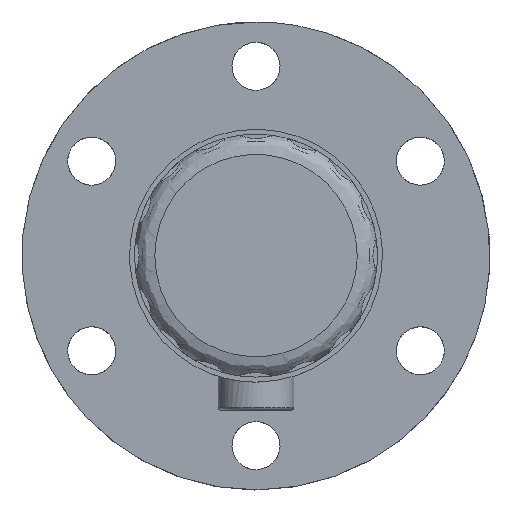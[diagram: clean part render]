
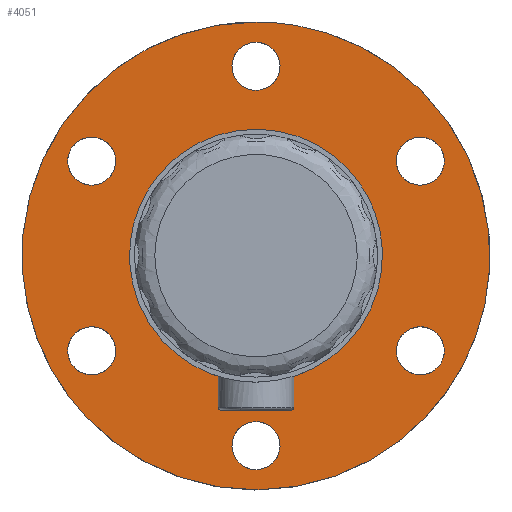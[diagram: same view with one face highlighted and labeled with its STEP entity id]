
A CAD part, top view. The second image highlights one B-rep face of the part: STEP entity #4051.
In plain terms, the highlighted free-form (B-spline) face has degree [1, 1] with [2, 2] control points.
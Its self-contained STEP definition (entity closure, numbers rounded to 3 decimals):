
#3665 = VERTEX_POINT('',#3666);
#3666 = CARTESIAN_POINT('',(106.515,61.496,
    -75.324));
#3684 = EDGE_CURVE('',#3665,#3665,#3685,.T.);
#3685 = ( BOUNDED_CURVE() B_SPLINE_CURVE(2,(#3686,#3687,#3688,#3689,
#3690,#3691,#3692),.UNSPECIFIED.,.T.,.F.) B_SPLINE_CURVE_WITH_KNOTS((3,2
    ,2,3),(3.142,5.236,7.33,9.425),
.PIECEWISE_BEZIER_KNOTS.) CURVE() GEOMETRIC_REPRESENTATION_ITEM() 
RATIONAL_B_SPLINE_CURVE((1.,0.5,1.,0.5,1.,0.5,1.)) REPRESENTATION_ITEM(
  '') );
#3686 = CARTESIAN_POINT('',(106.515,61.496,
    -75.324));
#3687 = CARTESIAN_POINT('',(118.49,40.755,
    -75.324));
#3688 = CARTESIAN_POINT('',(94.54,40.755,
    -75.324));
#3689 = CARTESIAN_POINT('',(70.59,40.755,
    -75.324));
#3690 = CARTESIAN_POINT('',(82.565,61.496,
    -75.324));
#3691 = CARTESIAN_POINT('',(94.54,82.238,
    -75.324));
#3692 = CARTESIAN_POINT('',(106.515,61.496,
    -75.324));
#3717 = VERTEX_POINT('',#3718);
#3718 = CARTESIAN_POINT('',(106.515,-61.496,
    -75.324));
#3736 = EDGE_CURVE('',#3717,#3717,#3737,.T.);
#3737 = ( BOUNDED_CURVE() B_SPLINE_CURVE(2,(#3738,#3739,#3740,#3741,
#3742,#3743,#3744),.UNSPECIFIED.,.T.,.F.) B_SPLINE_CURVE_WITH_KNOTS((3,2
    ,2,3),(3.142,5.236,7.33,9.425),
.PIECEWISE_BEZIER_KNOTS.) CURVE() GEOMETRIC_REPRESENTATION_ITEM() 
RATIONAL_B_SPLINE_CURVE((1.,0.5,1.,0.5,1.,0.5,1.)) REPRESENTATION_ITEM(
  '') );
#3738 = CARTESIAN_POINT('',(106.515,-61.496,
    -75.324));
#3739 = CARTESIAN_POINT('',(94.54,-82.238,
    -75.324));
#3740 = CARTESIAN_POINT('',(82.565,-61.496,
    -75.324));
#3741 = CARTESIAN_POINT('',(70.59,-40.755,
    -75.324));
#3742 = CARTESIAN_POINT('',(94.54,-40.755,
    -75.324));
#3743 = CARTESIAN_POINT('',(118.49,-40.755,
    -75.324));
#3744 = CARTESIAN_POINT('',(106.515,-61.496,
    -75.324));
#3769 = VERTEX_POINT('',#3770);
#3770 = CARTESIAN_POINT('',(0.,-122.993,
    -75.324));
#3788 = EDGE_CURVE('',#3769,#3769,#3789,.T.);
#3789 = ( BOUNDED_CURVE() B_SPLINE_CURVE(2,(#3790,#3791,#3792,#3793,
#3794,#3795,#3796),.UNSPECIFIED.,.T.,.F.) B_SPLINE_CURVE_WITH_KNOTS((3,2
    ,2,3),(3.142,5.236,7.33,9.425),
.PIECEWISE_BEZIER_KNOTS.) CURVE() GEOMETRIC_REPRESENTATION_ITEM() 
RATIONAL_B_SPLINE_CURVE((1.,0.5,1.,0.5,1.,0.5,1.)) REPRESENTATION_ITEM(
  '') );
#3790 = CARTESIAN_POINT('',(0.,-122.993,
    -75.324));
#3791 = CARTESIAN_POINT('',(-23.95,-122.993,
    -75.324));
#3792 = CARTESIAN_POINT('',(-11.975,-102.251,
    -75.324));
#3793 = CARTESIAN_POINT('',(0.,-81.51,
    -75.324));
#3794 = CARTESIAN_POINT('',(11.975,-102.251,
    -75.324));
#3795 = CARTESIAN_POINT('',(23.95,-122.993,
    -75.324));
#3796 = CARTESIAN_POINT('',(0.,-122.993,
    -75.324));
#3821 = VERTEX_POINT('',#3822);
#3822 = CARTESIAN_POINT('',(-106.515,-61.496,
    -75.324));
#3840 = EDGE_CURVE('',#3821,#3821,#3841,.T.);
#3841 = ( BOUNDED_CURVE() B_SPLINE_CURVE(2,(#3842,#3843,#3844,#3845,
#3846,#3847,#3848),.UNSPECIFIED.,.T.,.F.) B_SPLINE_CURVE_WITH_KNOTS((3,2
    ,2,3),(3.142,5.236,7.33,9.425),
.PIECEWISE_BEZIER_KNOTS.) CURVE() GEOMETRIC_REPRESENTATION_ITEM() 
RATIONAL_B_SPLINE_CURVE((1.,0.5,1.,0.5,1.,0.5,1.)) REPRESENTATION_ITEM(
  '') );
#3842 = CARTESIAN_POINT('',(-106.515,-61.496,
    -75.324));
#3843 = CARTESIAN_POINT('',(-118.49,-40.755,
    -75.324));
#3844 = CARTESIAN_POINT('',(-94.54,-40.755,
    -75.324));
#3845 = CARTESIAN_POINT('',(-70.59,-40.755,
    -75.324));
#3846 = CARTESIAN_POINT('',(-82.565,-61.496,
    -75.324));
#3847 = CARTESIAN_POINT('',(-94.54,-82.238,
    -75.324));
#3848 = CARTESIAN_POINT('',(-106.515,-61.496,
    -75.324));
#3873 = VERTEX_POINT('',#3874);
#3874 = CARTESIAN_POINT('',(-106.515,61.496,
    -75.324));
#3892 = EDGE_CURVE('',#3873,#3873,#3893,.T.);
#3893 = ( BOUNDED_CURVE() B_SPLINE_CURVE(2,(#3894,#3895,#3896,#3897,
#3898,#3899,#3900),.UNSPECIFIED.,.T.,.F.) B_SPLINE_CURVE_WITH_KNOTS((3,2
    ,2,3),(3.142,5.236,7.33,9.425),
.PIECEWISE_BEZIER_KNOTS.) CURVE() GEOMETRIC_REPRESENTATION_ITEM() 
RATIONAL_B_SPLINE_CURVE((1.,0.5,1.,0.5,1.,0.5,1.)) REPRESENTATION_ITEM(
  '') );
#3894 = CARTESIAN_POINT('',(-106.515,61.496,
    -75.324));
#3895 = CARTESIAN_POINT('',(-94.54,82.238,
    -75.324));
#3896 = CARTESIAN_POINT('',(-82.565,61.496,
    -75.324));
#3897 = CARTESIAN_POINT('',(-70.59,40.755,
    -75.324));
#3898 = CARTESIAN_POINT('',(-94.54,40.755,
    -75.324));
#3899 = CARTESIAN_POINT('',(-118.49,40.755,
    -75.324));
#3900 = CARTESIAN_POINT('',(-106.515,61.496,
    -75.324));
#3925 = VERTEX_POINT('',#3926);
#3926 = CARTESIAN_POINT('',(0.,122.993,
    -75.324));
#3944 = EDGE_CURVE('',#3925,#3925,#3945,.T.);
#3945 = ( BOUNDED_CURVE() B_SPLINE_CURVE(2,(#3946,#3947,#3948,#3949,
#3950,#3951,#3952),.UNSPECIFIED.,.T.,.F.) B_SPLINE_CURVE_WITH_KNOTS((3,2
    ,2,3),(3.142,5.236,7.33,9.425),
.PIECEWISE_BEZIER_KNOTS.) CURVE() GEOMETRIC_REPRESENTATION_ITEM() 
RATIONAL_B_SPLINE_CURVE((1.,0.5,1.,0.5,1.,0.5,1.)) REPRESENTATION_ITEM(
  '') );
#3946 = CARTESIAN_POINT('',(0.,122.993,
    -75.324));
#3947 = CARTESIAN_POINT('',(23.95,122.993,
    -75.324));
#3948 = CARTESIAN_POINT('',(11.975,102.251,
    -75.324));
#3949 = CARTESIAN_POINT('',(0.,81.51,
    -75.324));
#3950 = CARTESIAN_POINT('',(-11.975,102.251,
    -75.324));
#3951 = CARTESIAN_POINT('',(-23.95,122.993,
    -75.324));
#3952 = CARTESIAN_POINT('',(0.,122.993,
    -75.324));
#4014 = EDGE_CURVE('',#4015,#4015,#4017,.T.);
#4015 = VERTEX_POINT('',#4016);
#4016 = CARTESIAN_POINT('',(0.,134.637,
    -75.324));
#4017 = ( BOUNDED_CURVE() B_SPLINE_CURVE(2,(#4018,#4019,#4020,#4021,
#4022,#4023,#4024),.UNSPECIFIED.,.T.,.F.) B_SPLINE_CURVE_WITH_KNOTS((3,2
    ,2,3),(3.142,5.236,7.33,9.425),
.PIECEWISE_BEZIER_KNOTS.) CURVE() GEOMETRIC_REPRESENTATION_ITEM() 
RATIONAL_B_SPLINE_CURVE((1.,0.5,1.,0.5,1.,0.5,1.)) REPRESENTATION_ITEM(
  '') );
#4018 = CARTESIAN_POINT('',(0.,134.637,
    -75.324));
#4019 = CARTESIAN_POINT('',(-233.198,134.637,
    -75.324));
#4020 = CARTESIAN_POINT('',(-116.599,-67.319,
    -75.324));
#4021 = CARTESIAN_POINT('',(0.,-269.274,
    -75.324));
#4022 = CARTESIAN_POINT('',(116.599,-67.319,
    -75.324));
#4023 = CARTESIAN_POINT('',(233.198,134.637,
    -75.324));
#4024 = CARTESIAN_POINT('',(0.,134.637,
    -75.324));
#4051 = ADVANCED_FACE('',(#4052,#4055,#4058,#4061,#4064,#4067,#4070),
  #4073,.T.);
#4052 = FACE_BOUND('',#4053,.T.);
#4053 = EDGE_LOOP('',(#4054));
#4054 = ORIENTED_EDGE('',*,*,#4014,.T.);
#4055 = FACE_BOUND('',#4056,.T.);
#4056 = EDGE_LOOP('',(#4057));
#4057 = ORIENTED_EDGE('',*,*,#3684,.T.);
#4058 = FACE_BOUND('',#4059,.T.);
#4059 = EDGE_LOOP('',(#4060));
#4060 = ORIENTED_EDGE('',*,*,#3736,.T.);
#4061 = FACE_BOUND('',#4062,.T.);
#4062 = EDGE_LOOP('',(#4063));
#4063 = ORIENTED_EDGE('',*,*,#3788,.T.);
#4064 = FACE_BOUND('',#4065,.T.);
#4065 = EDGE_LOOP('',(#4066));
#4066 = ORIENTED_EDGE('',*,*,#3840,.T.);
#4067 = FACE_BOUND('',#4068,.T.);
#4068 = EDGE_LOOP('',(#4069));
#4069 = ORIENTED_EDGE('',*,*,#3892,.T.);
#4070 = FACE_BOUND('',#4071,.T.);
#4071 = EDGE_LOOP('',(#4072));
#4072 = ORIENTED_EDGE('',*,*,#3944,.T.);
#4073 = B_SPLINE_SURFACE_WITH_KNOTS('',1,1,(
    (#4074,#4075)
    ,(#4076,#4077
    )),.UNSPECIFIED.,.F.,.F.,.F.,(2,2),(2,2),(-92.5,92.5),(-92.5,92.5),
  .PIECEWISE_BEZIER_KNOTS.);
#4074 = CARTESIAN_POINT('',(-134.637,134.637,
    -75.324));
#4075 = CARTESIAN_POINT('',(134.637,134.637,
    -75.324));
#4076 = CARTESIAN_POINT('',(-134.637,-134.637,
    -75.324));
#4077 = CARTESIAN_POINT('',(134.637,-134.637,
    -75.324));
